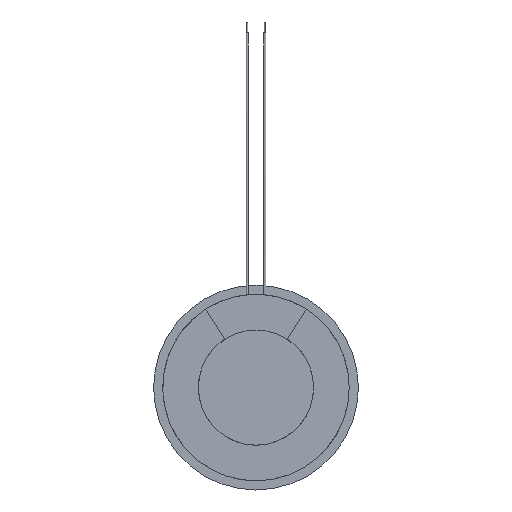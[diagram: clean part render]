
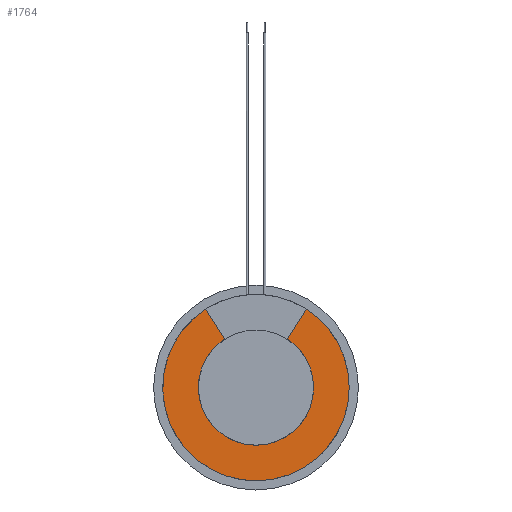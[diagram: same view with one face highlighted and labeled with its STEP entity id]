
A CAD part, top view. The second image highlights one B-rep face of the part: STEP entity #1764.
In plain terms, the highlighted planar face has unit normal (0, 0, 1).
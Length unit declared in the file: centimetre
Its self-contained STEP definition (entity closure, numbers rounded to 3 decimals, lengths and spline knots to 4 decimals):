
#107=VECTOR('',#2035,1.);
#111=VECTOR('',#2040,1.);
#295=LINE('',#2472,#107);
#299=LINE('',#2481,#111);
#492=PLANE('',#1887);
#595=VERTEX_POINT('',#2471);
#596=VERTEX_POINT('',#2473);
#599=VERTEX_POINT('',#2480);
#600=VERTEX_POINT('',#2482);
#749=CIRCLE('',#1888,1.275);
#750=CIRCLE('',#1889,0.7875);
#779=EDGE_CURVE('',#596,#595,#295,.T.);
#783=EDGE_CURVE('',#600,#599,#299,.T.);
#787=EDGE_CURVE('',#596,#599,#749,.T.);
#788=EDGE_CURVE('',#595,#600,#750,.T.);
#1015=ORIENTED_EDGE('',*,*,#783,.T.);
#1016=ORIENTED_EDGE('',*,*,#787,.F.);
#1017=ORIENTED_EDGE('',*,*,#779,.T.);
#1018=ORIENTED_EDGE('',*,*,#788,.T.);
#1446=EDGE_LOOP('',(#1015,#1016,#1017,#1018));
#1608=FACE_BOUND('',#1446,.T.);
#1764=ADVANCED_FACE('',(#1608),#492,.T.);
#1887=AXIS2_PLACEMENT_3D('',#2487,#2047,$);
#1888=AXIS2_PLACEMENT_3D('',#2488,#2048,#2049);
#1889=AXIS2_PLACEMENT_3D('',#2489,#2050,#2051);
#2035=DIRECTION('',(-0.539,-0.843,0.));
#2040=DIRECTION('',(-0.539,0.843,0.));
#2047=DIRECTION('',(0.,0.,1.));
#2048=DIRECTION('',(0.,0.,-1.));
#2049=DIRECTION('',(1.275,0.,0.));
#2050=DIRECTION('',(0.,0.,-1.));
#2051=DIRECTION('',(0.788,0.,0.));
#2471=CARTESIAN_POINT('',(0.4242,0.6635,0.18));
#2472=CARTESIAN_POINT('',(0.2777,0.4344,0.18));
#2473=CARTESIAN_POINT('',(0.6867,1.0742,0.18));
#2480=CARTESIAN_POINT('',(-0.6867,1.0742,0.18));
#2481=CARTESIAN_POINT('',(-0.2777,0.4344,0.18));
#2482=CARTESIAN_POINT('',(-0.4242,0.6635,0.18));
#2487=CARTESIAN_POINT('',(0.,0.,0.18));
#2488=CARTESIAN_POINT('',(0.,0.,0.18));
#2489=CARTESIAN_POINT('',(0.,0.,0.18));
